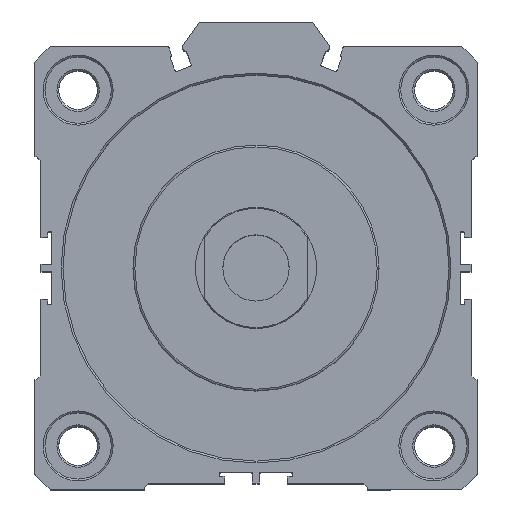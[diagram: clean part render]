
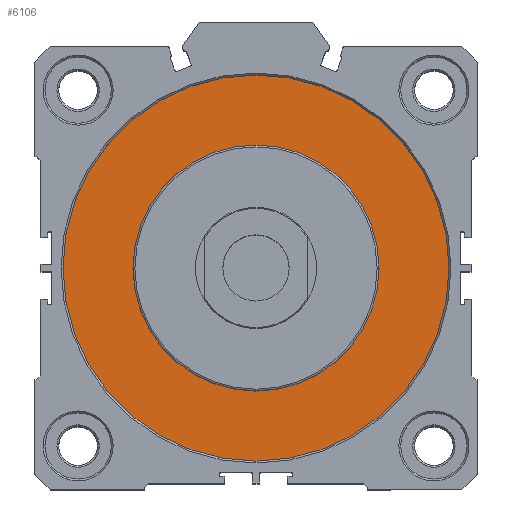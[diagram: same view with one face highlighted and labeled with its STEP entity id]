
A CAD part, top view. The second image highlights one B-rep face of the part: STEP entity #6106.
In plain terms, the highlighted planar face has unit normal (0, 0, 1).
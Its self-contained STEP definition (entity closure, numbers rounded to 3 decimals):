
#46 = CARTESIAN_POINT ( 'NONE',  ( 0., 0., 31. ) ) ;
#216 = AXIS2_PLACEMENT_3D ( 'NONE', #2100, #6523, #2740 ) ;
#514 = ORIENTED_EDGE ( 'NONE', *, *, #2877, .F. ) ;
#642 = CARTESIAN_POINT ( 'NONE',  ( -51., 0., 31. ) ) ;
#679 = DIRECTION ( 'NONE',  ( 1., 0., 0. ) ) ;
#847 = EDGE_CURVE ( 'NONE', #7665, #4519, #6338, .T. ) ;
#1108 = CARTESIAN_POINT ( 'NONE',  ( 0., 0., 31. ) ) ;
#1199 = CIRCLE ( 'NONE', #216, 51. ) ;
#1263 = FACE_BOUND ( 'NONE', #2666, .T. ) ;
#1303 = CIRCLE ( 'NONE', #6544, 32.5 ) ;
#2100 = CARTESIAN_POINT ( 'NONE',  ( 0., 0., 31. ) ) ;
#2174 = ORIENTED_EDGE ( 'NONE', *, *, #7481, .T. ) ;
#2188 = CARTESIAN_POINT ( 'NONE',  ( 0., 0., 31. ) ) ;
#2382 = DIRECTION ( 'NONE',  ( 1., 0., 0. ) ) ;
#2666 = EDGE_LOOP ( 'NONE', ( #4649, #514 ) ) ;
#2740 = DIRECTION ( 'NONE',  ( 1., 0., 0. ) ) ;
#2840 = DIRECTION ( 'NONE',  ( 1., 0., 0. ) ) ;
#2877 = EDGE_CURVE ( 'NONE', #4519, #7665, #1303, .T. ) ;
#2912 = AXIS2_PLACEMENT_3D ( 'NONE', #2188, #6616, #2840 ) ;
#3223 = VERTEX_POINT ( 'NONE', #4416 ) ;
#3266 = DIRECTION ( 'NONE',  ( 0., 0., 1. ) ) ;
#3688 = CARTESIAN_POINT ( 'NONE',  ( -32.5, 0., 31. ) ) ;
#3989 = CIRCLE ( 'NONE', #2912, 51. ) ;
#4179 = CARTESIAN_POINT ( 'NONE',  ( 32.5, 0., 31. ) ) ;
#4259 = VERTEX_POINT ( 'NONE', #642 ) ;
#4416 = CARTESIAN_POINT ( 'NONE',  ( 51., 0., 31. ) ) ;
#4453 = EDGE_CURVE ( 'NONE', #3223, #4259, #3989, .T. ) ;
#4499 = AXIS2_PLACEMENT_3D ( 'NONE', #1108, #6192, #2382 ) ;
#4501 = DIRECTION ( 'NONE',  ( 0., 0., 1. ) ) ;
#4519 = VERTEX_POINT ( 'NONE', #4179 ) ;
#4649 = ORIENTED_EDGE ( 'NONE', *, *, #847, .F. ) ;
#5596 = ORIENTED_EDGE ( 'NONE', *, *, #4453, .T. ) ;
#6106 = ADVANCED_FACE ( 'NONE', ( #1263, #6151 ), #8067, .T. ) ;
#6124 = AXIS2_PLACEMENT_3D ( 'NONE', #7031, #3266, #7686 ) ;
#6151 = FACE_OUTER_BOUND ( 'NONE', #7336, .T. ) ;
#6192 = DIRECTION ( 'NONE',  ( 0., 0., 1. ) ) ;
#6338 = CIRCLE ( 'NONE', #6124, 32.5 ) ;
#6523 = DIRECTION ( 'NONE',  ( 0., 0., 1. ) ) ;
#6544 = AXIS2_PLACEMENT_3D ( 'NONE', #46, #4501, #679 ) ;
#6616 = DIRECTION ( 'NONE',  ( 0., 0., 1. ) ) ;
#7031 = CARTESIAN_POINT ( 'NONE',  ( 0., 0., 31. ) ) ;
#7336 = EDGE_LOOP ( 'NONE', ( #5596, #2174 ) ) ;
#7481 = EDGE_CURVE ( 'NONE', #4259, #3223, #1199, .T. ) ;
#7665 = VERTEX_POINT ( 'NONE', #3688 ) ;
#7686 = DIRECTION ( 'NONE',  ( 1., 0., 0. ) ) ;
#8067 = PLANE ( 'NONE',  #4499 ) ;
